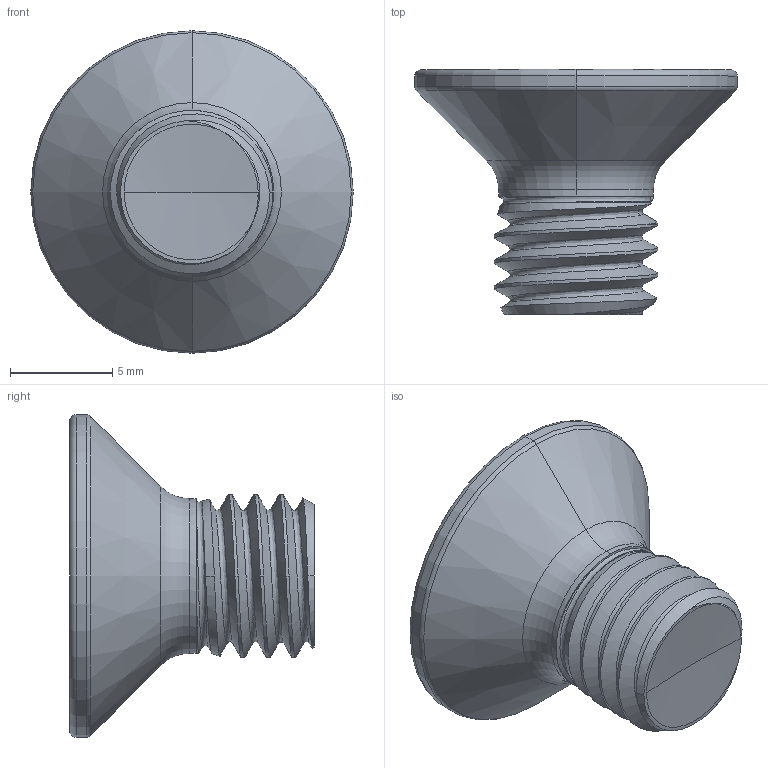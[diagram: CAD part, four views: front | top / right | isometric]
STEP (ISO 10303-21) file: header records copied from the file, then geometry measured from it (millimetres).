
FILE_DESCRIPTION (( 'STEP AP203' ), '1' );
FILE_NAME ('STM410800120.STEP', '2020-12-18T18:38:43', ( '' ), ( '' ), 'SwSTEP 2.0', 'SolidWorks 2015', '' );
FILE_SCHEMA (( 'CONFIG_CONTROL_DESIGN' ));
Length unit declared in the file: millimetre
Products named in the file (2): STM410800120
Bounding box: 15.8 x 12 x 15.8 mm (x, y, z)
Volume: 811.8 mm3; surface area: 793.1 mm2
Topology: 1 solids, 1 shells, 81 faces, 206 edges, 126 vertices
Faces by surface type: cylinder 33, bspline 18, cone 14, torus 9, plane 5, sphere 2
Entity records: 10802 total; most frequent: CARTESIAN_POINT 8945, ORIENTED_EDGE 408, DIRECTION 294, EDGE_CURVE 204, VERTEX_POINT 126, AXIS2_PLACEMENT_3D 124, B_SPLINE_CURVE_WITH_KNOTS 84, EDGE_LOOP 82
